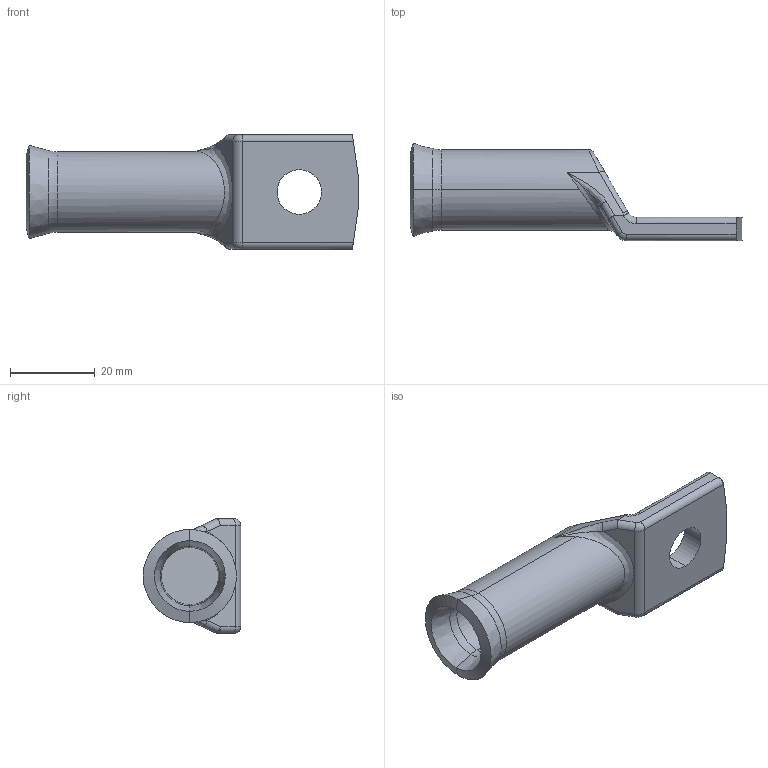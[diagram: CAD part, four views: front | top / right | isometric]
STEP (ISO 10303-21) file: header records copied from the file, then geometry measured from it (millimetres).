
FILE_DESCRIPTION (( 'STEP AP203' ), '1' );
FILE_NAME ('95 mm² DIN NORM BAKIR SKP M10.STEP', '2025-07-17T10:33:03', ( '' ), ( '' ), 'SwSTEP 2.0', 'SolidWorks 2023', '' );
FILE_SCHEMA (( 'CONFIG_CONTROL_DESIGN' ));
Length unit declared in the file: millimetre
Products named in the file (1): 95 mm² DIN NORM BAKIR SKP M10
Bounding box: 78.36 x 23 x 27 mm (x, y, z)
Volume: 11873.9 mm3; surface area: 7279 mm2
Topology: 1 solids, 1 shells, 52 faces, 120 edges, 68 vertices
Faces by surface type: cylinder 20, plane 9, torus 8, bspline 7, cone 6, sphere 2
Entity records: 1829 total; most frequent: CARTESIAN_POINT 648, ORIENTED_EDGE 236, DIRECTION 233, EDGE_CURVE 118, AXIS2_PLACEMENT_3D 95, VERTEX_POINT 68, EDGE_LOOP 54, FACE_OUTER_BOUND 52
